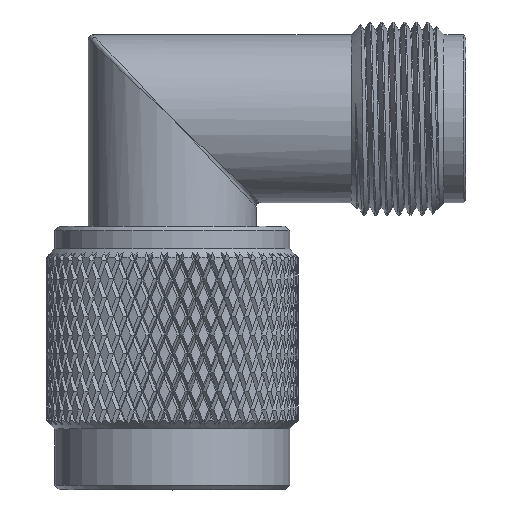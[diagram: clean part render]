
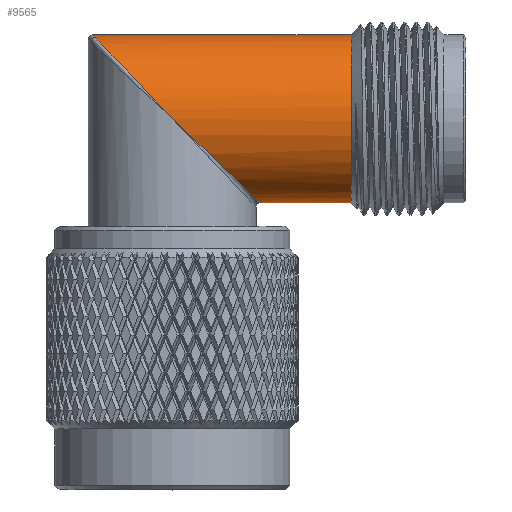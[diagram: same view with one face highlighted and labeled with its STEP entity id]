
A CAD part, top view. The second image highlights one B-rep face of the part: STEP entity #9565.
In plain terms, the highlighted cylindrical face has radius 4.826 mm (diameter 9.652 mm), a full revolution.
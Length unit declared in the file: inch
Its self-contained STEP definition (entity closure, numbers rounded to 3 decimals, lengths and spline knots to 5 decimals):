
#2077 = EDGE_CURVE ( 'NONE', #101945, #95957, #62044, .T. ) ;
#3988 = CARTESIAN_POINT ( 'NONE',  ( 0., 0., 0.19 ) ) ;
#7596 = CARTESIAN_POINT ( 'NONE',  ( 0., 0., 0.19 ) ) ;
#9565 = ADVANCED_FACE ( 'NONE', ( #74235, #70279 ), #58757, .T. ) ;
#19569 = CARTESIAN_POINT ( 'NONE',  ( 0.405, 0.1756, 0.07255 ) ) ;
#20755 = CARTESIAN_POINT ( 'NONE',  ( 0.405, 0., 0. ) ) ;
#27403 = EDGE_CURVE ( 'NONE', #40268, #40268, #51428, .T. ) ;
#31147 = DIRECTION ( 'NONE',  ( 1., 0., 0. ) ) ;
#31598 = CARTESIAN_POINT ( 'NONE',  ( 0., 0., -0.19 ) ) ;
#40268 = VERTEX_POINT ( 'NONE', #19569 ) ;
#41945 = CARTESIAN_POINT ( 'NONE',  ( 0., 0., -0.19 ) ) ;
#42995 =( BOUNDED_CURVE ( )  B_SPLINE_CURVE ( 3, ( #31598, #97379, #56613, #55537 ),
 .UNSPECIFIED., .F., .F. ) 
 B_SPLINE_CURVE_WITH_KNOTS ( ( 4, 4 ),
 ( 4.71239, 7.85398 ),
 .UNSPECIFIED. ) 
 CURVE ( )  GEOMETRIC_REPRESENTATION_ITEM ( )  RATIONAL_B_SPLINE_CURVE ( ( 1., 0.333, 0.333, 1. ) ) 
 REPRESENTATION_ITEM ( '' )  );
#47347 = EDGE_CURVE ( 'NONE', #95957, #101945, #42995, .T. ) ;
#48844 = CARTESIAN_POINT ( 'NONE',  ( 0.4, -0.38, -0.19 ) ) ;
#51428 = CIRCLE ( 'NONE', #54712, 0.19 ) ;
#54712 = AXIS2_PLACEMENT_3D ( 'NONE', #20755, #87199, #78514 ) ;
#55537 = CARTESIAN_POINT ( 'NONE',  ( 0., 0., 0.19 ) ) ;
#56567 = ORIENTED_EDGE ( 'NONE', *, *, #47347, .T. ) ;
#56613 = CARTESIAN_POINT ( 'NONE',  ( -0.36, 0.38, 0.19 ) ) ;
#58757 = CYLINDRICAL_SURFACE ( 'NONE', #72007, 0.19 ) ;
#62044 =( BOUNDED_CURVE ( )  B_SPLINE_CURVE ( 3, ( #7596, #73353, #48844, #41945 ),
 .UNSPECIFIED., .F., .F. ) 
 B_SPLINE_CURVE_WITH_KNOTS ( ( 4, 4 ),
 ( 1.5708, 4.71239 ),
 .UNSPECIFIED. ) 
 CURVE ( )  GEOMETRIC_REPRESENTATION_ITEM ( )  RATIONAL_B_SPLINE_CURVE ( ( 1., 0.333, 0.333, 1. ) ) 
 REPRESENTATION_ITEM ( '' )  );
#69783 = EDGE_LOOP ( 'NONE', ( #106107, #56567 ) ) ;
#69897 = EDGE_LOOP ( 'NONE', ( #90143 ) ) ;
#70279 = FACE_OUTER_BOUND ( 'NONE', #69897, .T. ) ;
#72007 = AXIS2_PLACEMENT_3D ( 'NONE', #81370, #31147, #97989 ) ;
#73353 = CARTESIAN_POINT ( 'NONE',  ( 0.4, -0.38, 0.19 ) ) ;
#74235 = FACE_OUTER_BOUND ( 'NONE', #69783, .T. ) ;
#78514 = DIRECTION ( 'NONE',  ( 0., 0.924, 0.382 ) ) ;
#81370 = CARTESIAN_POINT ( 'NONE',  ( -0.42194, 0., 0. ) ) ;
#87199 = DIRECTION ( 'NONE',  ( 1., 0., 0. ) ) ;
#90143 = ORIENTED_EDGE ( 'NONE', *, *, #27403, .F. ) ;
#95957 = VERTEX_POINT ( 'NONE', #102043 ) ;
#97379 = CARTESIAN_POINT ( 'NONE',  ( -0.36, 0.38, -0.19 ) ) ;
#97989 = DIRECTION ( 'NONE',  ( 0., 0., -1. ) ) ;
#101945 = VERTEX_POINT ( 'NONE', #3988 ) ;
#102043 = CARTESIAN_POINT ( 'NONE',  ( 0., 0., -0.19 ) ) ;
#106107 = ORIENTED_EDGE ( 'NONE', *, *, #2077, .T. ) ;
